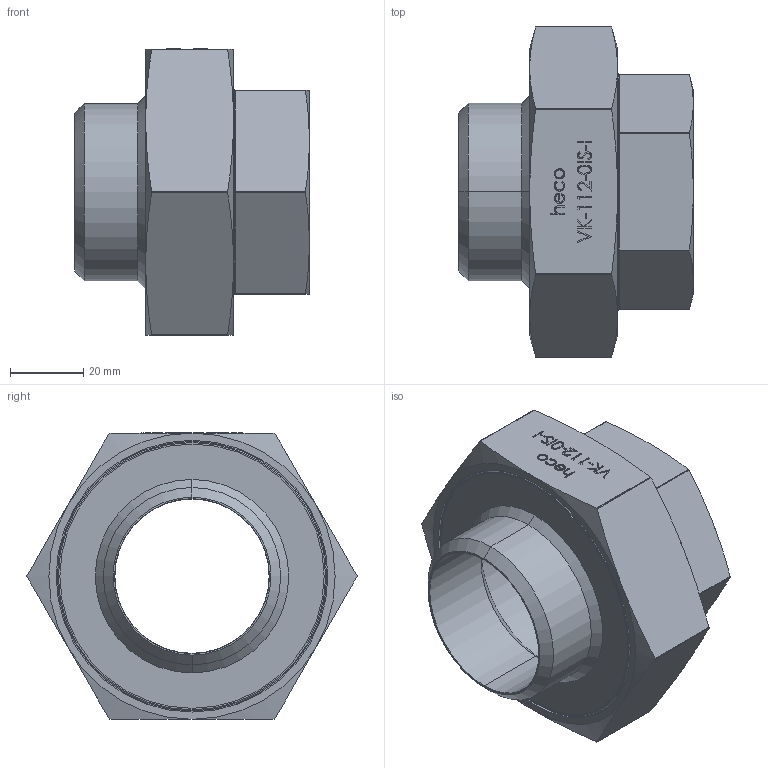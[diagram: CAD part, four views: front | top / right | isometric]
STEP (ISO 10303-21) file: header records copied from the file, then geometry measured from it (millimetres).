
FILE_DESCRIPTION (( 'STEP AP214' ), '1' );
FILE_NAME ('heco_VK-112-0IS-I.STEP', '2016-09-23T13:28:54', ( '' ), ( '' ), 'SwSTEP 2.0', 'SolidWorks 2016', '' );
FILE_SCHEMA (( 'AUTOMOTIVE_DESIGN' ));
Length unit declared in the file: millimetre
Products named in the file (1): heco_VK-112-0IS-I
Bounding box: 64 x 89.97 x 78.1 mm (x, y, z)
Volume: 112239.3 mm3; surface area: 30033.5 mm2
Topology: 1 solids, 1 shells, 266 faces, 670 edges, 426 vertices
Faces by surface type: plane 111, bspline 71, cylinder 50, cone 32, torus 2
Entity records: 13086 total; most frequent: CARTESIAN_POINT 5704, ORIENTED_EDGE 1328, DIRECTION 884, EDGE_CURVE 664, VERTEX_POINT 426, LINE 360, VECTOR 360, EDGE_LOOP 294
